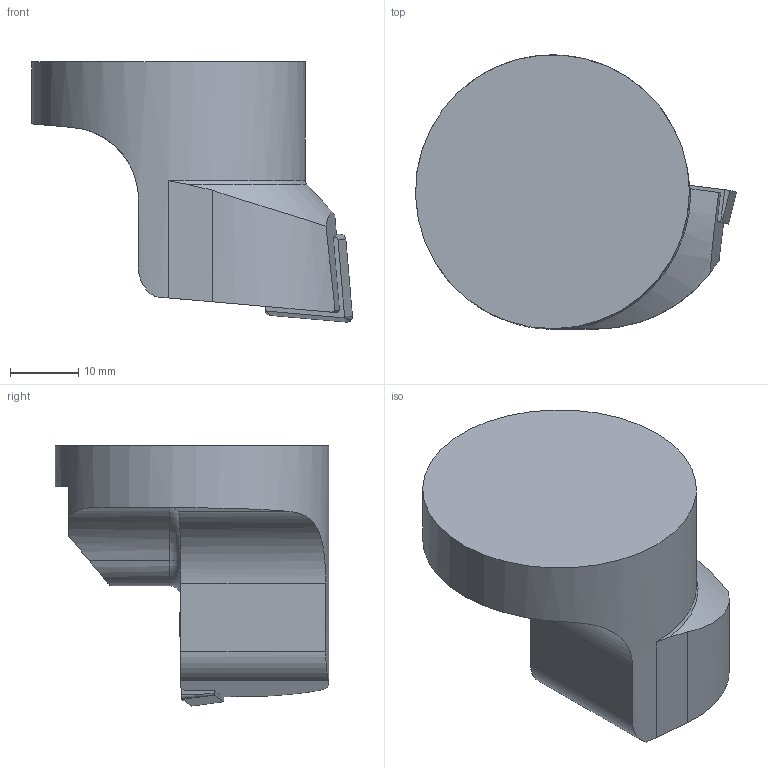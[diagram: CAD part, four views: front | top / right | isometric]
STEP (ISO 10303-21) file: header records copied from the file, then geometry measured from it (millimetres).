
FILE_DESCRIPTION(/* description */ (''),/* implementation_level */ '2;1');
FILE_NAME(/* name */ '1642480494195.stp',/* time_stamp */ '2022-01-18T10:05:23+06:00',/* author */ (''),/* organization */ ('SMS'),/* preprocessor_version */ 'ST-DEVELOPER v16.7',/* originating_system */ 'SIEMENS PLM Software NX 12.0',/* authorisation */ '');
FILE_SCHEMA (('AUTOMOTIVE_DESIGN { 1 0 10303 214 3 1 1 1 }'));
Length unit declared in the file: millimetre
Products named in the file (4): IsoTurningInsert; ASSEMBLY_CONSTRUCTION; 201865786mod000_01; 201865785mod000_01
Assembly tree (3 placements, depth 2):
  201865785mod000_01
    201865786mod000_01
    ASSEMBLY_CONSTRUCTION
    IsoTurningInsert
Bounding box: 46.86 x 40 x 38 mm (x, y, z)
Volume: 27391 mm3; surface area: 6804.9 mm2
Topology: 2 solids, 2 shells, 52 faces, 136 edges, 96 vertices
Faces by surface type: plane 24, cylinder 12, cone 8, torus 8
Full cylindrical faces by diameter (mm): 5.5 x2, 40 x1
Entity records: 1831 total; most frequent: CARTESIAN_POINT 422, DIRECTION 279, ORIENTED_EDGE 242, EDGE_CURVE 121, AXIS2_PLACEMENT_3D 112, VERTEX_POINT 83, EDGE_LOOP 64, LINE 55
